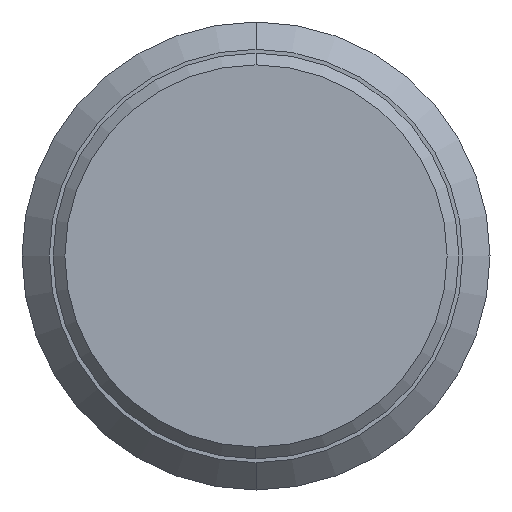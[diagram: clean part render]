
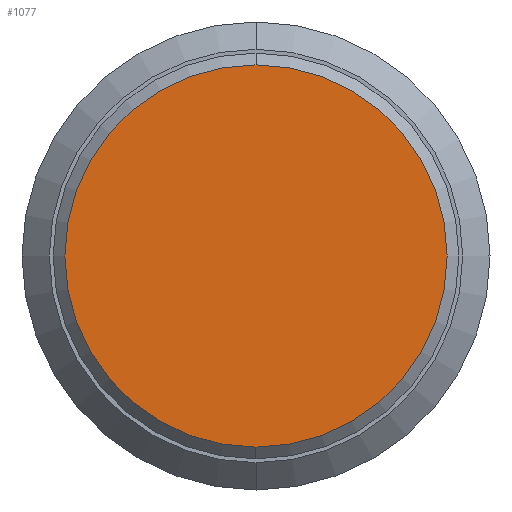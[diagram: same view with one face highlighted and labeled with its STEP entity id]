
A CAD part, front view. The second image highlights one B-rep face of the part: STEP entity #1077.
In plain terms, the highlighted planar face has unit normal (0, -1, 0).
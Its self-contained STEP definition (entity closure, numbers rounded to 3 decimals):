
#1077=ADVANCED_FACE('',(#2069),#2070,.T.);
#2069=FACE_OUTER_BOUND('',#3068,.T.);
#2070=PLANE('',#3069);
#3068=EDGE_LOOP('',(#5542,#5543));
#3069=AXIS2_PLACEMENT_3D('',#5544,#5545,#5546);
#5542=ORIENTED_EDGE('',*,*,#6452,.T.);
#5543=ORIENTED_EDGE('',*,*,#6480,.T.);
#5544=CARTESIAN_POINT('',(0.0,-8.0,2.45));
#5545=DIRECTION('',(0.0,-1.0,0.0));
#5546=DIRECTION('',(0.0,0.0,1.0));
#6452=EDGE_CURVE('',#7696,#7700,#7702,.T.);
#6480=EDGE_CURVE('',#7700,#7696,#7740,.T.);
#7696=VERTEX_POINT('',#9556);
#7700=VERTEX_POINT('',#9561);
#7702=CIRCLE('',#9564,4.9);
#7740=CIRCLE('',#9608,4.9);
#9556=CARTESIAN_POINT('',(0.0,-8.0,4.9));
#9561=CARTESIAN_POINT('',(0.,-8.0,-4.9));
#9564=AXIS2_PLACEMENT_3D('',#10800,#10801,#10802);
#9608=AXIS2_PLACEMENT_3D('',#10842,#10843,#10844);
#10800=CARTESIAN_POINT('',(0.0,-8.0,0.0));
#10801=DIRECTION('',(0.0,-1.0,0.0));
#10802=DIRECTION('',(0.0,0.0,1.0));
#10842=CARTESIAN_POINT('',(0.0,-8.0,0.0));
#10843=DIRECTION('',(0.0,-1.0,0.0));
#10844=DIRECTION('',(0.0,0.0,1.0));
